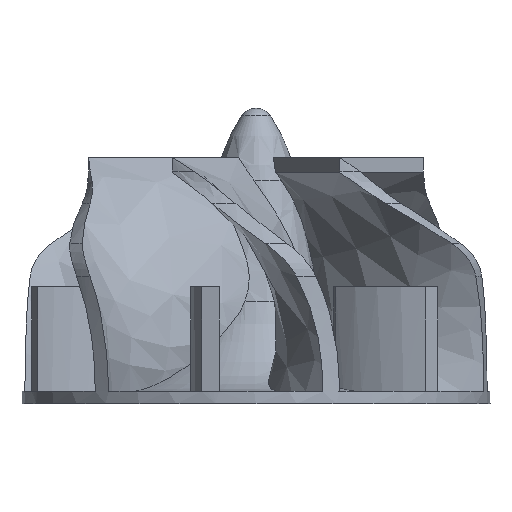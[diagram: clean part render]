
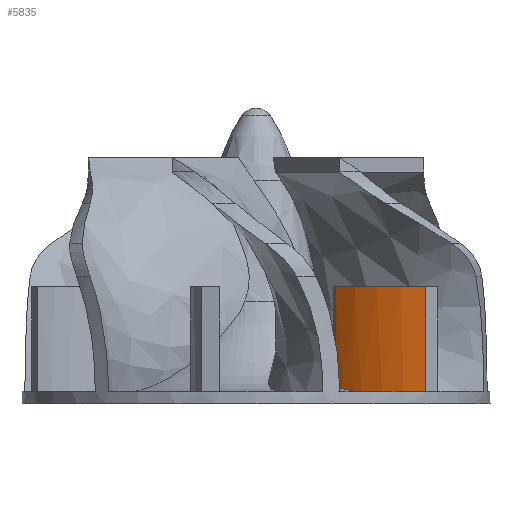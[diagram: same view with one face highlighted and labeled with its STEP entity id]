
A CAD part, left-side view. The second image highlights one B-rep face of the part: STEP entity #5835.
In plain terms, the highlighted cylindrical face has radius 13.22 mm (diameter 26.44 mm), a partial arc.
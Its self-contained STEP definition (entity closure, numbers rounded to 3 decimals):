
#771 = VERTEX_POINT('',#772);
#772 = CARTESIAN_POINT('',(-13.063,-13.797,0.));
#2766 = EDGE_CURVE('',#2767,#771,#2769,.T.);
#2767 = VERTEX_POINT('',#2768);
#2768 = CARTESIAN_POINT('',(-11.06,-8.584,0.));
#2769 = CIRCLE('',#2770,13.22);
#2770 = AXIS2_PLACEMENT_3D('',#2771,#2772,#2773);
#2771 = CARTESIAN_POINT('',(0.,-15.826,0.));
#2772 = DIRECTION('',(0.,0.,1.));
#2773 = DIRECTION('',(0.,-1.,0.));
#5704 = EDGE_CURVE('',#5705,#2767,#5707,.T.);
#5705 = VERTEX_POINT('',#5706);
#5706 = CARTESIAN_POINT('',(-9.339,-6.469,
    0.396));
#5707 = B_SPLINE_CURVE_WITH_KNOTS('',5,(#5708,#5709,#5710,#5711,#5712,
    #5713,#5714,#5715,#5716,#5717),.UNSPECIFIED.,.F.,.F.,(6,4,6),(0.,
    0.623,1.),.UNSPECIFIED.);
#5708 = CARTESIAN_POINT('',(-9.339,-6.469,
    0.396));
#5709 = CARTESIAN_POINT('',(-9.567,-6.696,
    0.299));
#5710 = CARTESIAN_POINT('',(-9.793,-6.936,
    0.215));
#5711 = CARTESIAN_POINT('',(-10.017,-7.189,0.147
    ));
#5712 = CARTESIAN_POINT('',(-10.236,-7.452,
    0.094));
#5713 = CARTESIAN_POINT('',(-10.576,-7.891,
    0.034));
#5714 = CARTESIAN_POINT('',(-10.701,-8.06,
    0.017));
#5715 = CARTESIAN_POINT('',(-10.824,-8.232,
    0.006));
#5716 = CARTESIAN_POINT('',(-10.944,-8.407,
    0.));
#5717 = CARTESIAN_POINT('',(-11.06,-8.584,0.));
#5817 = VERTEX_POINT('',#5818);
#5818 = CARTESIAN_POINT('',(-13.063,-13.797,8.5));
#5824 = EDGE_CURVE('',#771,#5817,#5825,.T.);
#5825 = LINE('',#5826,#5827);
#5826 = CARTESIAN_POINT('',(-13.063,-13.797,0.));
#5827 = VECTOR('',#5828,1.);
#5828 = DIRECTION('',(0.,0.,1.));
#5835 = ADVANCED_FACE('',(#5836),#5856,.T.);
#5836 = FACE_BOUND('',#5837,.F.);
#5837 = EDGE_LOOP('',(#5838,#5839,#5847,#5854,#5855));
#5838 = ORIENTED_EDGE('',*,*,#5704,.F.);
#5839 = ORIENTED_EDGE('',*,*,#5840,.T.);
#5840 = EDGE_CURVE('',#5705,#5841,#5843,.T.);
#5841 = VERTEX_POINT('',#5842);
#5842 = CARTESIAN_POINT('',(-9.339,-6.469,8.5));
#5843 = LINE('',#5844,#5845);
#5844 = CARTESIAN_POINT('',(-9.339,-6.469,0.));
#5845 = VECTOR('',#5846,1.);
#5846 = DIRECTION('',(0.,0.,1.));
#5847 = ORIENTED_EDGE('',*,*,#5848,.T.);
#5848 = EDGE_CURVE('',#5841,#5817,#5849,.T.);
#5849 = CIRCLE('',#5850,13.22);
#5850 = AXIS2_PLACEMENT_3D('',#5851,#5852,#5853);
#5851 = CARTESIAN_POINT('',(0.,-15.826,8.5));
#5852 = DIRECTION('',(0.,0.,1.));
#5853 = DIRECTION('',(0.,-1.,0.));
#5854 = ORIENTED_EDGE('',*,*,#5824,.F.);
#5855 = ORIENTED_EDGE('',*,*,#2766,.F.);
#5856 = CYLINDRICAL_SURFACE('',#5857,13.22);
#5857 = AXIS2_PLACEMENT_3D('',#5858,#5859,#5860);
#5858 = CARTESIAN_POINT('',(0.,-15.826,0.));
#5859 = DIRECTION('',(0.,0.,-1.));
#5860 = DIRECTION('',(0.,-1.,0.));
